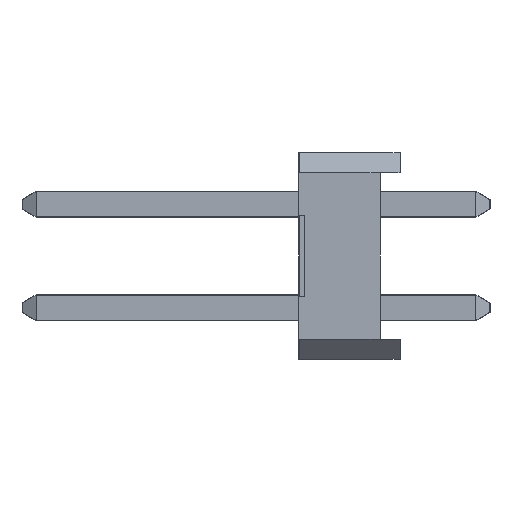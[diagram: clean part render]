
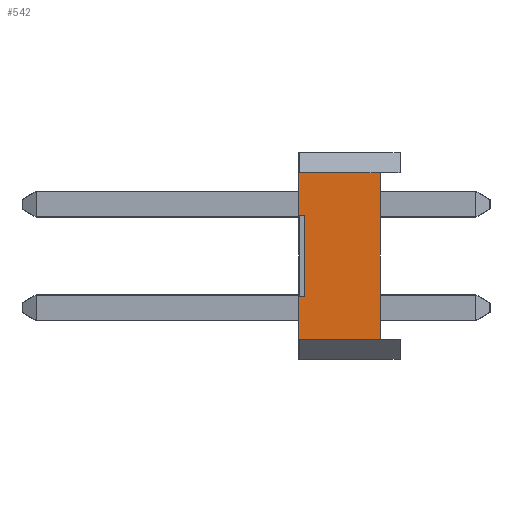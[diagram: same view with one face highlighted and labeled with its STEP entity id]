
A CAD part, left-side view. The second image highlights one B-rep face of the part: STEP entity #542.
In plain terms, the highlighted planar face has unit normal (-1, 0, 0).
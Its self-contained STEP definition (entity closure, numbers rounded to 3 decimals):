
#109 = VECTOR ( 'NONE', #1987, 1000. ) ;
#158 = CIRCLE ( 'NONE', #663, 0.01 ) ;
#194 = ORIENTED_EDGE ( 'NONE', *, *, #3654, .T. ) ;
#286 = VECTOR ( 'NONE', #3738, 1000. ) ;
#317 = CARTESIAN_POINT ( 'NONE',  ( -1.27, 2.35, 1. ) ) ;
#336 = VERTEX_POINT ( 'NONE', #471 ) ;
#384 = VERTEX_POINT ( 'NONE', #1092 ) ;
#387 = CARTESIAN_POINT ( 'NONE',  ( -1.27, -4.081, -2.04 ) ) ;
#404 = VERTEX_POINT ( 'NONE', #3846 ) ;
#438 = CARTESIAN_POINT ( 'NONE',  ( -1.27, 2.5, 2.03 ) ) ;
#446 = EDGE_CURVE ( 'NONE', #2316, #404, #3804, .T. ) ;
#450 = VERTEX_POINT ( 'NONE', #1491 ) ;
#471 = CARTESIAN_POINT ( 'NONE',  ( -1.27, 2.5, 1.01 ) ) ;
#542 = ADVANCED_FACE ( 'NONE', ( #1783 ), #1506, .T. ) ;
#557 = EDGE_CURVE ( 'NONE', #1367, #3467, #866, .T. ) ;
#575 = AXIS2_PLACEMENT_3D ( 'NONE', #3862, #2406, #2124 ) ;
#583 = LINE ( 'NONE', #2423, #1197 ) ;
#633 = ORIENTED_EDGE ( 'NONE', *, *, #1894, .T. ) ;
#646 = CARTESIAN_POINT ( 'NONE',  ( -1.27, 2.35, 1. ) ) ;
#663 = AXIS2_PLACEMENT_3D ( 'NONE', #1011, #3078, #2764 ) ;
#665 = ORIENTED_EDGE ( 'NONE', *, *, #446, .T. ) ;
#672 = CIRCLE ( 'NONE', #1068, 0.01 ) ;
#726 = CARTESIAN_POINT ( 'NONE',  ( -1.27, 2.49, 2.04 ) ) ;
#763 = AXIS2_PLACEMENT_3D ( 'NONE', #1037, #3413, #3742 ) ;
#766 = ORIENTED_EDGE ( 'NONE', *, *, #3321, .F. ) ;
#837 = ORIENTED_EDGE ( 'NONE', *, *, #2913, .F. ) ;
#866 = LINE ( 'NONE', #646, #1091 ) ;
#912 = DIRECTION ( 'NONE',  ( 0., 1., 0. ) ) ;
#989 = VECTOR ( 'NONE', #3663, 1000. ) ;
#1011 = CARTESIAN_POINT ( 'NONE',  ( -1.27, 2.49, 2.03 ) ) ;
#1037 = CARTESIAN_POINT ( 'NONE',  ( -1.27, 2.49, 1.01 ) ) ;
#1068 = AXIS2_PLACEMENT_3D ( 'NONE', #1355, #1959, #3147 ) ;
#1091 = VECTOR ( 'NONE', #912, 1000. ) ;
#1092 = CARTESIAN_POINT ( 'NONE',  ( -1.27, 2.49, -2.04 ) ) ;
#1197 = VECTOR ( 'NONE', #1815, 1000. ) ;
#1247 = ORIENTED_EDGE ( 'NONE', *, *, #2724, .T. ) ;
#1298 = CARTESIAN_POINT ( 'NONE',  ( -1.27, 2.49, 1. ) ) ;
#1355 = CARTESIAN_POINT ( 'NONE',  ( -1.27, 2.49, -1.01 ) ) ;
#1367 = VERTEX_POINT ( 'NONE', #317 ) ;
#1449 = VERTEX_POINT ( 'NONE', #726 ) ;
#1466 = CIRCLE ( 'NONE', #763, 0.01 ) ;
#1471 = EDGE_CURVE ( 'NONE', #336, #3467, #1466, .T. ) ;
#1473 = VECTOR ( 'NONE', #3095, 1000. ) ;
#1491 = CARTESIAN_POINT ( 'NONE',  ( -1.27, 2.5, -1.01 ) ) ;
#1506 = PLANE ( 'NONE',  #575 ) ;
#1530 = CARTESIAN_POINT ( 'NONE',  ( -1.27, 2.35, -1. ) ) ;
#1664 = LINE ( 'NONE', #2241, #286 ) ;
#1771 = ORIENTED_EDGE ( 'NONE', *, *, #1853, .F. ) ;
#1783 = FACE_OUTER_BOUND ( 'NONE', #1912, .T. ) ;
#1815 = DIRECTION ( 'NONE',  ( 0., 0., 1. ) ) ;
#1818 = DIRECTION ( 'NONE',  ( 0., 0., 1. ) ) ;
#1839 = EDGE_CURVE ( 'NONE', #2737, #450, #1664, .T. ) ;
#1853 = EDGE_CURVE ( 'NONE', #2316, #384, #2520, .T. ) ;
#1857 = DIRECTION ( 'NONE',  ( 0., 0., 1. ) ) ;
#1865 = EDGE_CURVE ( 'NONE', #1449, #3836, #158, .T. ) ;
#1871 = ORIENTED_EDGE ( 'NONE', *, *, #3824, .T. ) ;
#1894 = EDGE_CURVE ( 'NONE', #3520, #3369, #1950, .T. ) ;
#1912 = EDGE_LOOP ( 'NONE', ( #194, #2940, #766, #3542, #3736, #837, #633, #1247, #3529, #1871, #1771, #665 ) ) ;
#1950 = LINE ( 'NONE', #3141, #1473 ) ;
#1959 = DIRECTION ( 'NONE',  ( -1., 0., 0. ) ) ;
#1987 = DIRECTION ( 'NONE',  ( 0., 1., 0. ) ) ;
#2124 = DIRECTION ( 'NONE',  ( 0., 0., 1. ) ) ;
#2241 = CARTESIAN_POINT ( 'NONE',  ( -1.27, 2.5, 2.04 ) ) ;
#2316 = VERTEX_POINT ( 'NONE', #2495 ) ;
#2330 = DIRECTION ( 'NONE',  ( -1., 0., 0. ) ) ;
#2375 = CARTESIAN_POINT ( 'NONE',  ( -1.27, 2.49, -2.03 ) ) ;
#2406 = DIRECTION ( 'NONE',  ( -1., 0., 0. ) ) ;
#2423 = CARTESIAN_POINT ( 'NONE',  ( -1.27, 2.5, 2.04 ) ) ;
#2435 = DIRECTION ( 'NONE',  ( 0., 0., 1. ) ) ;
#2447 = VECTOR ( 'NONE', #1818, 1000. ) ;
#2495 = CARTESIAN_POINT ( 'NONE',  ( -1.27, 0.5, -2.04 ) ) ;
#2520 = LINE ( 'NONE', #387, #989 ) ;
#2724 = EDGE_CURVE ( 'NONE', #3369, #450, #672, .T. ) ;
#2737 = VERTEX_POINT ( 'NONE', #2853 ) ;
#2761 = CARTESIAN_POINT ( 'NONE',  ( -1.27, 2.35, -1. ) ) ;
#2764 = DIRECTION ( 'NONE',  ( 0., 0., 1. ) ) ;
#2853 = CARTESIAN_POINT ( 'NONE',  ( -1.27, 2.5, -2.03 ) ) ;
#2913 = EDGE_CURVE ( 'NONE', #3520, #1367, #3625, .T. ) ;
#2940 = ORIENTED_EDGE ( 'NONE', *, *, #1865, .T. ) ;
#2946 = CIRCLE ( 'NONE', #3070, 0.01 ) ;
#3070 = AXIS2_PLACEMENT_3D ( 'NONE', #2375, #2330, #2435 ) ;
#3078 = DIRECTION ( 'NONE',  ( -1., 0., 0. ) ) ;
#3095 = DIRECTION ( 'NONE',  ( 0., 1., 0. ) ) ;
#3141 = CARTESIAN_POINT ( 'NONE',  ( -1.27, 2.35, -1. ) ) ;
#3147 = DIRECTION ( 'NONE',  ( 0., 0., 1. ) ) ;
#3223 = CARTESIAN_POINT ( 'NONE',  ( -1.27, 0.5, 2.04 ) ) ;
#3249 = CARTESIAN_POINT ( 'NONE',  ( -1.27, -4.081, 2.04 ) ) ;
#3321 = EDGE_CURVE ( 'NONE', #336, #3836, #583, .T. ) ;
#3330 = VECTOR ( 'NONE', #1857, 1000. ) ;
#3347 = CARTESIAN_POINT ( 'NONE',  ( -1.27, 2.49, -1. ) ) ;
#3369 = VERTEX_POINT ( 'NONE', #3347 ) ;
#3413 = DIRECTION ( 'NONE',  ( -1., 0., 0. ) ) ;
#3467 = VERTEX_POINT ( 'NONE', #1298 ) ;
#3473 = LINE ( 'NONE', #3249, #109 ) ;
#3520 = VERTEX_POINT ( 'NONE', #2761 ) ;
#3529 = ORIENTED_EDGE ( 'NONE', *, *, #1839, .F. ) ;
#3542 = ORIENTED_EDGE ( 'NONE', *, *, #1471, .T. ) ;
#3625 = LINE ( 'NONE', #1530, #2447 ) ;
#3654 = EDGE_CURVE ( 'NONE', #404, #1449, #3473, .T. ) ;
#3663 = DIRECTION ( 'NONE',  ( 0., 1., 0. ) ) ;
#3736 = ORIENTED_EDGE ( 'NONE', *, *, #557, .F. ) ;
#3738 = DIRECTION ( 'NONE',  ( 0., 0., 1. ) ) ;
#3742 = DIRECTION ( 'NONE',  ( 0., 0., 1. ) ) ;
#3804 = LINE ( 'NONE', #3223, #3330 ) ;
#3824 = EDGE_CURVE ( 'NONE', #2737, #384, #2946, .T. ) ;
#3836 = VERTEX_POINT ( 'NONE', #438 ) ;
#3846 = CARTESIAN_POINT ( 'NONE',  ( -1.27, 0.5, 2.04 ) ) ;
#3862 = CARTESIAN_POINT ( 'NONE',  ( -1.27, -4.081, 2.04 ) ) ;
